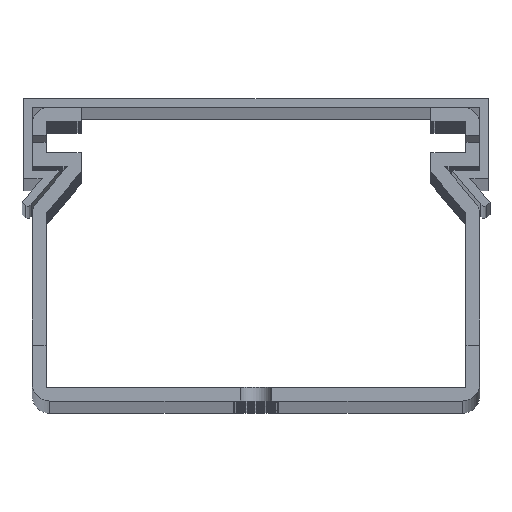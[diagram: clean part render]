
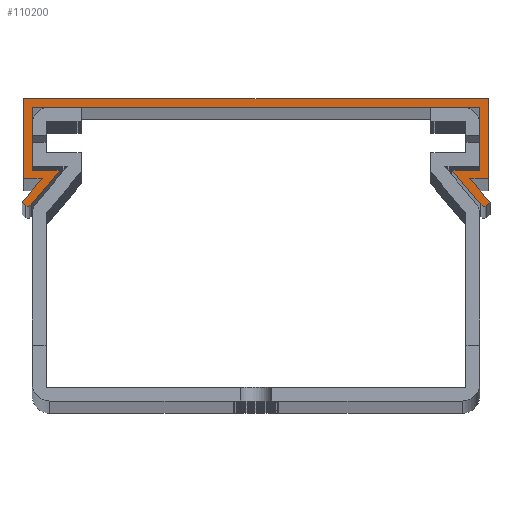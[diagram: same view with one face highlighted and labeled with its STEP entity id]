
A CAD part, top view. The second image highlights one B-rep face of the part: STEP entity #110200.
In plain terms, the highlighted planar face has unit normal (0, 0, 1).
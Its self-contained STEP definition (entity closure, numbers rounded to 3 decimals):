
#71 = AXIS2_PLACEMENT_3D ( 'NONE', #10217, #123409, #136205 ) ;
#167 = ORIENTED_EDGE ( 'NONE', *, *, #5688, .F. ) ;
#1328 = LINE ( 'NONE', #43045, #76888 ) ;
#2086 = DIRECTION ( 'NONE',  ( 0., 0., -1. ) ) ;
#2793 = EDGE_LOOP ( 'NONE', ( #126177, #7262, #154580, #167, #32489, #25470, #36195, #21274, #78702, #101959, #57929, #151901, #151707, #75409, #112285, #55165, #39287, #160820 ) ) ;
#3412 = CARTESIAN_POINT ( 'NONE',  ( 32.142, -15.136, 1000. ) ) ;
#3447 = CARTESIAN_POINT ( 'NONE',  ( -30.573, -11.4, 1000. ) ) ;
#3935 = EDGE_CURVE ( 'NONE', #32927, #31480, #89161, .T. ) ;
#5688 = EDGE_CURVE ( 'NONE', #9196, #153328, #85073, .T. ) ;
#5963 = VECTOR ( 'NONE', #66893, 1000. ) ;
#7262 = ORIENTED_EDGE ( 'NONE', *, *, #149817, .F. ) ;
#7583 = VECTOR ( 'NONE', #169741, 1000. ) ;
#7585 = DIRECTION ( 'NONE',  ( -1., 0., 0. ) ) ;
#8072 = CARTESIAN_POINT ( 'NONE',  ( -32.142, -15.136, 1000. ) ) ;
#8357 = CIRCLE ( 'NONE', #71, 0.6 ) ;
#9196 = VERTEX_POINT ( 'NONE', #25576 ) ;
#10217 = CARTESIAN_POINT ( 'NONE',  ( -32.601, -14.75, 1000. ) ) ;
#10511 = VERTEX_POINT ( 'NONE', #8072 ) ;
#12100 = CARTESIAN_POINT ( 'NONE',  ( -33.2, 0., 1000. ) ) ;
#19873 = CARTESIAN_POINT ( 'NONE',  ( -28., -10.2, 1000. ) ) ;
#20139 = VECTOR ( 'NONE', #34672, 1000. ) ;
#20218 = CARTESIAN_POINT ( 'NONE',  ( 33.446, -14.824, 1000. ) ) ;
#21274 = ORIENTED_EDGE ( 'NONE', *, *, #86311, .F. ) ;
#22010 = CARTESIAN_POINT ( 'NONE',  ( 28., -10.2, 1000. ) ) ;
#24782 = EDGE_CURVE ( 'NONE', #172121, #85135, #52686, .T. ) ;
#25470 = ORIENTED_EDGE ( 'NONE', *, *, #3935, .F. ) ;
#25576 = CARTESIAN_POINT ( 'NONE',  ( 32.142, -15.136, 1000. ) ) ;
#26275 = CARTESIAN_POINT ( 'NONE',  ( -32., -10.2, 1000. ) ) ;
#27146 = EDGE_CURVE ( 'NONE', #85135, #66010, #40012, .T. ) ;
#28241 = EDGE_CURVE ( 'NONE', #10511, #87175, #80506, .T. ) ;
#28936 = LINE ( 'NONE', #26275, #162235 ) ;
#31480 = VERTEX_POINT ( 'NONE', #96528 ) ;
#32489 = ORIENTED_EDGE ( 'NONE', *, *, #157630, .F. ) ;
#32751 = CARTESIAN_POINT ( 'NONE',  ( 33.446, -14.824, 1000. ) ) ;
#32927 = VERTEX_POINT ( 'NONE', #32751 ) ;
#34672 = DIRECTION ( 'NONE',  ( -0.766, -0.643, 0. ) ) ;
#34855 = EDGE_CURVE ( 'NONE', #50303, #123180, #1328, .T. ) ;
#36195 = ORIENTED_EDGE ( 'NONE', *, *, #120526, .F. ) ;
#36890 = VECTOR ( 'NONE', #75811, 1000. ) ;
#37026 = DIRECTION ( 'NONE',  ( 1., 0., 0. ) ) ;
#37734 = CARTESIAN_POINT ( 'NONE',  ( -33.2, 0., 1000. ) ) ;
#39287 = ORIENTED_EDGE ( 'NONE', *, *, #174614, .T. ) ;
#40012 = LINE ( 'NONE', #148800, #101079 ) ;
#43045 = CARTESIAN_POINT ( 'NONE',  ( 0., 0., 1000. ) ) ;
#43425 = CARTESIAN_POINT ( 'NONE',  ( -32., -10.2, 1000. ) ) ;
#43974 = VECTOR ( 'NONE', #144022, 1000. ) ;
#45200 = CARTESIAN_POINT ( 'NONE',  ( 33.2, 0., 1000. ) ) ;
#50303 = VERTEX_POINT ( 'NONE', #152083 ) ;
#51753 = DIRECTION ( 'NONE',  ( -1., 0., 0. ) ) ;
#52686 = LINE ( 'NONE', #173199, #134162 ) ;
#54596 = CARTESIAN_POINT ( 'NONE',  ( -33.446, -14.824, 1000. ) ) ;
#55165 = ORIENTED_EDGE ( 'NONE', *, *, #28241, .T. ) ;
#57643 = DIRECTION ( 'NONE',  ( 0., 1., 0. ) ) ;
#57929 = ORIENTED_EDGE ( 'NONE', *, *, #130126, .T. ) ;
#58465 = CARTESIAN_POINT ( 'NONE',  ( -32.601, -14.75, 1000. ) ) ;
#58518 = VERTEX_POINT ( 'NONE', #176704 ) ;
#59270 = VERTEX_POINT ( 'NONE', #177652 ) ;
#59343 = CARTESIAN_POINT ( 'NONE',  ( -32., -1.2, 1000. ) ) ;
#60601 = CARTESIAN_POINT ( 'NONE',  ( 30.573, -11.4, 1000. ) ) ;
#60695 = CARTESIAN_POINT ( 'NONE',  ( 33.2, -11.4, 1000. ) ) ;
#61983 = EDGE_CURVE ( 'NONE', #161046, #113402, #102793, .T. ) ;
#64537 = CIRCLE ( 'NONE', #177307, 0.6 ) ;
#65254 = LINE ( 'NONE', #92382, #93931 ) ;
#66010 = VERTEX_POINT ( 'NONE', #89108 ) ;
#66893 = DIRECTION ( 'NONE',  ( 0.643, 0.766, 0. ) ) ;
#70605 = LINE ( 'NONE', #174960, #74189 ) ;
#71271 = EDGE_CURVE ( 'NONE', #50303, #58518, #155733, .T. ) ;
#72200 = LINE ( 'NONE', #112009, #161916 ) ;
#74189 = VECTOR ( 'NONE', #51753, 1000. ) ;
#75409 = ORIENTED_EDGE ( 'NONE', *, *, #27146, .T. ) ;
#75811 = DIRECTION ( 'NONE',  ( 0.643, -0.766, 0. ) ) ;
#76888 = VECTOR ( 'NONE', #7585, 1000. ) ;
#78702 = ORIENTED_EDGE ( 'NONE', *, *, #71271, .F. ) ;
#79559 = LINE ( 'NONE', #37734, #136244 ) ;
#79699 = VECTOR ( 'NONE', #127254, 1000. ) ;
#80506 = LINE ( 'NONE', #135711, #5963 ) ;
#84194 = DIRECTION ( 'NONE',  ( -0.643, 0.766, 0. ) ) ;
#85073 = LINE ( 'NONE', #3412, #94526 ) ;
#85135 = VERTEX_POINT ( 'NONE', #54596 ) ;
#86311 = EDGE_CURVE ( 'NONE', #58518, #158193, #102343, .T. ) ;
#87175 = VERTEX_POINT ( 'NONE', #19873 ) ;
#89108 = CARTESIAN_POINT ( 'NONE',  ( -32.987, -15.21, 1000. ) ) ;
#89161 = LINE ( 'NONE', #20218, #20139 ) ;
#90913 = VERTEX_POINT ( 'NONE', #43425 ) ;
#92382 = CARTESIAN_POINT ( 'NONE',  ( -33.2, -11.4, 1000. ) ) ;
#93931 = VECTOR ( 'NONE', #37026, 1000. ) ;
#94526 = VECTOR ( 'NONE', #84194, 1000. ) ;
#95324 = DIRECTION ( 'NONE',  ( 0.766, -0.643, 0. ) ) ;
#96528 = CARTESIAN_POINT ( 'NONE',  ( 32.987, -15.21, 1000. ) ) ;
#98337 = DIRECTION ( 'NONE',  ( 0., 0., 1. ) ) ;
#99088 = DIRECTION ( 'NONE',  ( -1., 0., 0. ) ) ;
#101079 = VECTOR ( 'NONE', #95324, 1000. ) ;
#101959 = ORIENTED_EDGE ( 'NONE', *, *, #34855, .T. ) ;
#102343 = LINE ( 'NONE', #60695, #43974 ) ;
#102793 = LINE ( 'NONE', #59343, #79699 ) ;
#104279 = VERTEX_POINT ( 'NONE', #153123 ) ;
#105565 = CARTESIAN_POINT ( 'NONE',  ( 30.573, -11.4, 1000. ) ) ;
#107451 = PLANE ( 'NONE',  #147502 ) ;
#110132 = DIRECTION ( 'NONE',  ( 1., 0., 0. ) ) ;
#110200 = ADVANCED_FACE ( 'NONE', ( #163539 ), #107451, .T. ) ;
#110604 = DIRECTION ( 'NONE',  ( 0., 1., 0. ) ) ;
#112009 = CARTESIAN_POINT ( 'NONE',  ( 32., -10.2, 1000. ) ) ;
#112285 = ORIENTED_EDGE ( 'NONE', *, *, #170063, .T. ) ;
#113402 = VERTEX_POINT ( 'NONE', #175408 ) ;
#116283 = LINE ( 'NONE', #22010, #7583 ) ;
#117557 = CARTESIAN_POINT ( 'NONE',  ( 28., -10.2, 1000. ) ) ;
#120526 = EDGE_CURVE ( 'NONE', #158193, #32927, #144550, .T. ) ;
#123180 = VERTEX_POINT ( 'NONE', #12100 ) ;
#123409 = DIRECTION ( 'NONE',  ( 0., 0., 1. ) ) ;
#126177 = ORIENTED_EDGE ( 'NONE', *, *, #61983, .T. ) ;
#127254 = DIRECTION ( 'NONE',  ( 1., 0., 0. ) ) ;
#127602 = EDGE_CURVE ( 'NONE', #153328, #104279, #116283, .T. ) ;
#130126 = EDGE_CURVE ( 'NONE', #123180, #59270, #79559, .T. ) ;
#131169 = DIRECTION ( 'NONE',  ( 0., -1., 0. ) ) ;
#134162 = VECTOR ( 'NONE', #163154, 1000. ) ;
#135711 = CARTESIAN_POINT ( 'NONE',  ( -32.142, -15.136, 1000. ) ) ;
#136205 = DIRECTION ( 'NONE',  ( 1., 0., 0. ) ) ;
#136244 = VECTOR ( 'NONE', #131169, 1000. ) ;
#141101 = EDGE_CURVE ( 'NONE', #90913, #161046, #28936, .T. ) ;
#144022 = DIRECTION ( 'NONE',  ( -1., 0., 0. ) ) ;
#144550 = LINE ( 'NONE', #105565, #36890 ) ;
#147502 = AXIS2_PLACEMENT_3D ( 'NONE', #58465, #98337, #110132 ) ;
#148800 = CARTESIAN_POINT ( 'NONE',  ( -33.446, -14.824, 1000. ) ) ;
#149817 = EDGE_CURVE ( 'NONE', #104279, #113402, #72200, .T. ) ;
#151707 = ORIENTED_EDGE ( 'NONE', *, *, #24782, .T. ) ;
#151901 = ORIENTED_EDGE ( 'NONE', *, *, #166240, .T. ) ;
#152083 = CARTESIAN_POINT ( 'NONE',  ( 33.2, 0., 1000. ) ) ;
#153123 = CARTESIAN_POINT ( 'NONE',  ( 32., -10.2, 1000. ) ) ;
#153328 = VERTEX_POINT ( 'NONE', #117557 ) ;
#154580 = ORIENTED_EDGE ( 'NONE', *, *, #127602, .F. ) ;
#155733 = LINE ( 'NONE', #45200, #168060 ) ;
#157496 = DIRECTION ( 'NONE',  ( 0., -1., 0. ) ) ;
#157630 = EDGE_CURVE ( 'NONE', #31480, #9196, #64537, .T. ) ;
#158193 = VERTEX_POINT ( 'NONE', #60601 ) ;
#160820 = ORIENTED_EDGE ( 'NONE', *, *, #141101, .T. ) ;
#161046 = VERTEX_POINT ( 'NONE', #173454 ) ;
#161916 = VECTOR ( 'NONE', #57643, 1000. ) ;
#162235 = VECTOR ( 'NONE', #110604, 1000. ) ;
#163154 = DIRECTION ( 'NONE',  ( -0.643, -0.766, 0. ) ) ;
#163539 = FACE_OUTER_BOUND ( 'NONE', #2793, .T. ) ;
#166240 = EDGE_CURVE ( 'NONE', #59270, #172121, #65254, .T. ) ;
#166987 = CARTESIAN_POINT ( 'NONE',  ( 32.601, -14.75, 1000. ) ) ;
#168060 = VECTOR ( 'NONE', #157496, 1000. ) ;
#169741 = DIRECTION ( 'NONE',  ( 1., 0., 0. ) ) ;
#170063 = EDGE_CURVE ( 'NONE', #66010, #10511, #8357, .T. ) ;
#172121 = VERTEX_POINT ( 'NONE', #3447 ) ;
#173199 = CARTESIAN_POINT ( 'NONE',  ( -30.573, -11.4, 1000. ) ) ;
#173454 = CARTESIAN_POINT ( 'NONE',  ( -32., -1.2, 1000. ) ) ;
#174614 = EDGE_CURVE ( 'NONE', #87175, #90913, #70605, .T. ) ;
#174960 = CARTESIAN_POINT ( 'NONE',  ( -28., -10.2, 1000. ) ) ;
#175408 = CARTESIAN_POINT ( 'NONE',  ( 32., -1.2, 1000. ) ) ;
#176704 = CARTESIAN_POINT ( 'NONE',  ( 33.2, -11.4, 1000. ) ) ;
#177307 = AXIS2_PLACEMENT_3D ( 'NONE', #166987, #2086, #99088 ) ;
#177652 = CARTESIAN_POINT ( 'NONE',  ( -33.2, -11.4, 1000. ) ) ;
